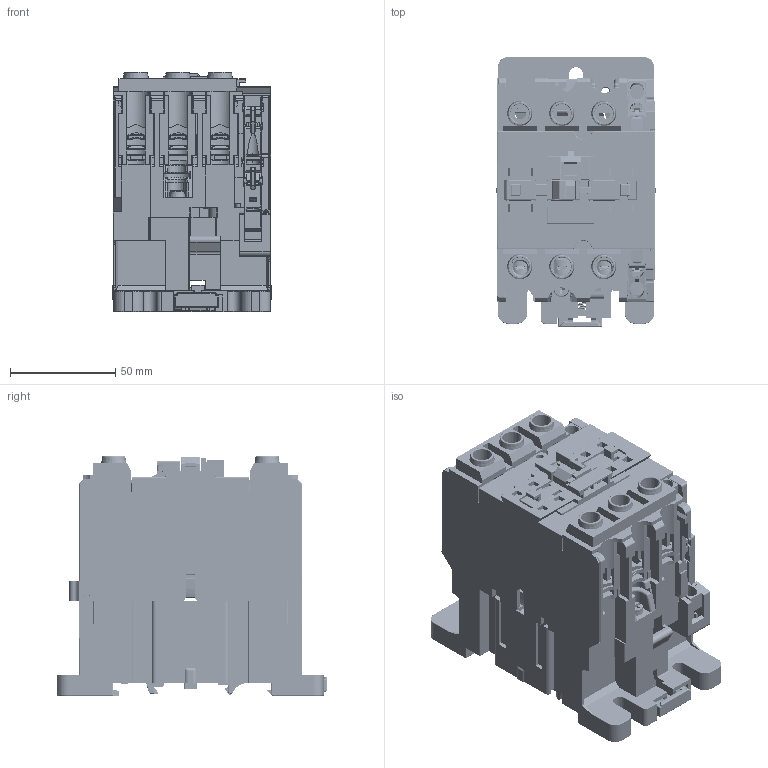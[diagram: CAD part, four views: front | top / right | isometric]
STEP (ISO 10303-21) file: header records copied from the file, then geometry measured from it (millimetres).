
FILE_DESCRIPTION((''),'2;1');
FILE_NAME('NC1','2020-08-26T17:00:12',('jpeng'),(''),'CREO PARAMETRIC BY PTC INC, 2018020','CREO PARAMETRIC BY PTC INC, 2018020','');
FILE_SCHEMA(('CONFIG_CONTROL_DESIGN','SHAPE_APPEARANCE_LAYERS_GROUPS'));
Products named in the file (1): NC1
Bounding box: 75.7 x 128.5 x 114 mm (x, y, z)
Volume: 302054.4 mm3; surface area: 231635.9 mm2
Topology: 4 solids, 4 shells, 7553 faces, 21148 edges, 13385 vertices
Faces by surface type: plane 4680, cylinder 2152, sphere 251, torus 225, bspline 158, cone 87
Entity records: 308819 total; most frequent: CARTESIAN_POINT 62163, ORIENTED_EDGE 42276, DIRECTION 38521, EDGE_CURVE 21138, VECTOR 15607, LINE 15607, VERTEX_POINT 13385, AXIS2_PLACEMENT_3D 11457
